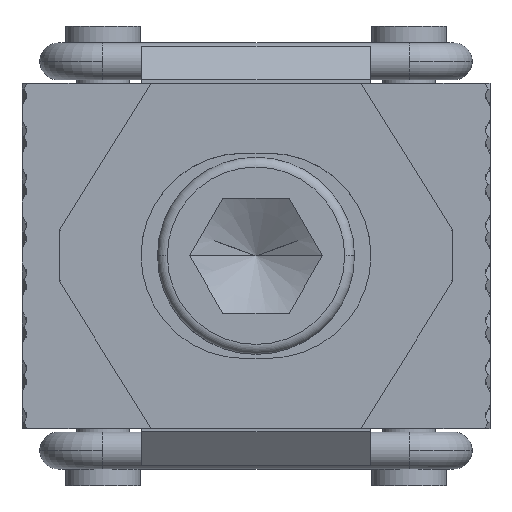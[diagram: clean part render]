
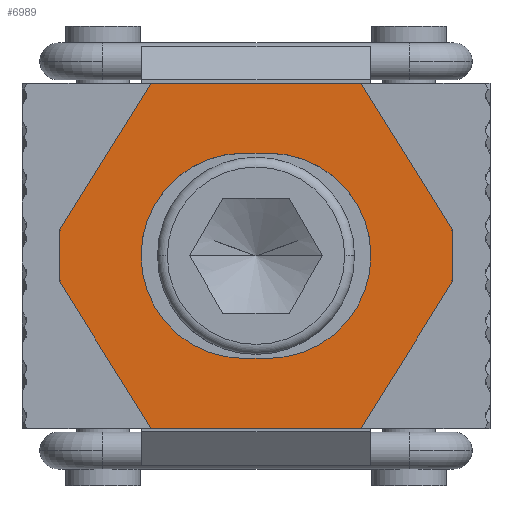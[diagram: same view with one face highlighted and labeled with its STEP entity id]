
A CAD part, top view. The second image highlights one B-rep face of the part: STEP entity #6989.
In plain terms, the highlighted planar face has unit normal (0, 0, 1).
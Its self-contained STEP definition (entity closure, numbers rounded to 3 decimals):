
#6907=EDGE_CURVE('',#19257,#16121,#20273,.T.);
#6989=ADVANCED_FACE('',(#20365,#20366),#20367,.T.);
#7257=EDGE_CURVE('',#14509,#9483,#20667,.T.);
#7413=VERTEX_POINT('',#20834);
#7993=EDGE_CURVE('',#13991,#12527,#21480,.T.);
#8025=VERTEX_POINT('',#21518);
#8945=VERTEX_POINT('',#22547);
#9483=VERTEX_POINT('',#23143);
#9953=EDGE_CURVE('',#9483,#12041,#23669,.T.);
#12041=VERTEX_POINT('',#25991);
#12373=EDGE_CURVE('',#8945,#19257,#26359,.T.);
#12527=VERTEX_POINT('',#26533);
#13831=EDGE_CURVE('',#15341,#18353,#27985,.T.);
#13991=VERTEX_POINT('',#28161);
#14109=EDGE_CURVE('',#12041,#15341,#28288,.T.);
#14309=EDGE_CURVE('',#16121,#14509,#28518,.T.);
#14509=VERTEX_POINT('',#28742);
#15341=VERTEX_POINT('',#29674);
#16121=VERTEX_POINT('',#30555);
#16845=EDGE_CURVE('',#8025,#13991,#31358,.T.);
#17113=EDGE_CURVE('',#12527,#7413,#31659,.T.);
#18353=VERTEX_POINT('',#33058);
#18591=EDGE_CURVE('',#18353,#8945,#33330,.T.);
#18775=EDGE_CURVE('',#7413,#8025,#33544,.T.);
#19257=VERTEX_POINT('',#34080);
#20273=LINE('',#35281,#35282);
#20365=FACE_BOUND('',#35409,.T.);
#20366=FACE_OUTER_BOUND('',#35410,.T.);
#20367=PLANE('',#35411);
#20667=LINE('',#35834,#35835);
#20834=CARTESIAN_POINT('',(-1.5,-12.5,34.0));
#21480=CIRCLE('',#36993,12.5);
#21518=CARTESIAN_POINT('',(-1.5,12.5,34.0));
#22547=CARTESIAN_POINT('',(-23.99,3.065,34.0));
#23143=CARTESIAN_POINT('',(23.99,-3.065,34.0));
#23669=LINE('',#40102,#40103);
#25991=CARTESIAN_POINT('',(23.99,3.065,34.0));
#26359=LINE('',#44001,#44002);
#26533=CARTESIAN_POINT('',(1.5,-12.5,34.0));
#27985=LINE('',#46373,#46374);
#28161=CARTESIAN_POINT('',(1.5,12.5,34.0));
#28288=LINE('',#46826,#46827);
#28518=LINE('',#47154,#47155);
#28742=CARTESIAN_POINT('',(12.782,-21.0,34.0));
#29674=CARTESIAN_POINT('',(12.782,21.0,34.0));
#30555=CARTESIAN_POINT('',(-12.782,-21.0,34.0));
#31358=LINE('',#51247,#51248);
#31659=LINE('',#51680,#51681);
#33058=CARTESIAN_POINT('',(-12.782,21.0,34.0));
#33330=LINE('',#54052,#54053);
#33544=CIRCLE('',#54342,12.5);
#34080=CARTESIAN_POINT('',(-23.99,-3.065,34.0));
#35281=CARTESIAN_POINT('',(5.859,-50.829,34.0));
#35282=VECTOR('',#56579,1.0);
#35409=EDGE_LOOP('',(#56681,#56682,#56683,#56684));
#35410=EDGE_LOOP('',(#56685,#56686,#56687,#56688,#56689,#56690,#56691,#56692));
#35411=AXIS2_PLACEMENT_3D('',#56693,#56694,#56695);
#35834=CARTESIAN_POINT('',(21.31,-7.353,34.0));
#35835=VECTOR('',#57029,1.0);
#36993=AXIS2_PLACEMENT_3D('',#57816,#57817,#57818);
#40102=CARTESIAN_POINT('',(23.99,-3.065,34.0));
#40103=VECTOR('',#60158,1.0);
#44001=CARTESIAN_POINT('',(-23.99,3.065,34.0));
#44002=VECTOR('',#63094,1.0);
#46373=CARTESIAN_POINT('',(13.635,21.0,34.0));
#46374=VECTOR('',#64860,1.0);
#46826=CARTESIAN_POINT('',(-5.859,50.829,34.0));
#46827=VECTOR('',#65132,1.0);
#47154=CARTESIAN_POINT('',(-13.635,-21.0,34.0));
#47155=VECTOR('',#65422,1.0);
#51247=CARTESIAN_POINT('',(0.75,12.5,34.0));
#51248=VECTOR('',#68597,1.0);
#51680=CARTESIAN_POINT('',(-0.75,-12.5,34.0));
#51681=VECTOR('',#68928,1.0);
#54052=CARTESIAN_POINT('',(-21.31,7.353,34.0));
#54053=VECTOR('',#70898,1.0);
#54342=AXIS2_PLACEMENT_3D('',#71185,#71186,#71187);
#56579=DIRECTION('',(0.53,-0.848,0.0));
#56681=ORIENTED_EDGE('',*,*,#16845,.T.);
#56682=ORIENTED_EDGE('',*,*,#7993,.T.);
#56683=ORIENTED_EDGE('',*,*,#17113,.T.);
#56684=ORIENTED_EDGE('',*,*,#18775,.T.);
#56685=ORIENTED_EDGE('',*,*,#7257,.T.);
#56686=ORIENTED_EDGE('',*,*,#9953,.T.);
#56687=ORIENTED_EDGE('',*,*,#14109,.T.);
#56688=ORIENTED_EDGE('',*,*,#13831,.T.);
#56689=ORIENTED_EDGE('',*,*,#18591,.T.);
#56690=ORIENTED_EDGE('',*,*,#12373,.T.);
#56691=ORIENTED_EDGE('',*,*,#6907,.T.);
#56692=ORIENTED_EDGE('',*,*,#14309,.T.);
#56693=CARTESIAN_POINT('',(0.,0.,34.0));
#56694=DIRECTION('',(0.0,0.0,1.0));
#56695=DIRECTION('',(1.0,0.0,0.0));
#57029=DIRECTION('',(0.53,0.848,0.0));
#57816=CARTESIAN_POINT('',(1.5,0.0,34.0));
#57817=DIRECTION('',(0.0,0.0,-1.0));
#57818=DIRECTION('',(0.0,-1.0,0.0));
#60158=DIRECTION('',(0.0,1.0,0.0));
#63094=DIRECTION('',(0.0,-1.0,0.0));
#64860=DIRECTION('',(-1.0,0.0,0.0));
#65132=DIRECTION('',(-0.53,0.848,0.0));
#65422=DIRECTION('',(1.0,0.0,0.0));
#68597=DIRECTION('',(1.0,0.0,0.0));
#68928=DIRECTION('',(-1.0,0.0,0.0));
#70898=DIRECTION('',(-0.53,-0.848,0.0));
#71185=CARTESIAN_POINT('',(-1.5,0.0,34.0));
#71186=DIRECTION('',(0.0,0.0,-1.0));
#71187=DIRECTION('',(0.0,1.0,0.0));
